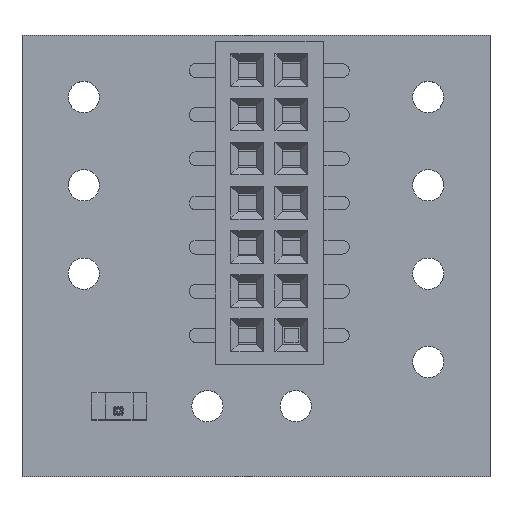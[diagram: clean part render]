
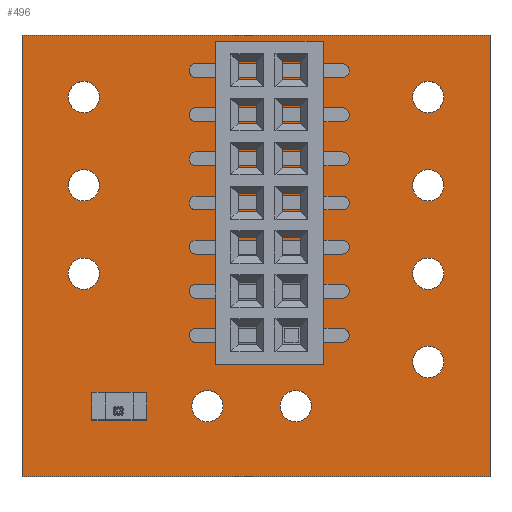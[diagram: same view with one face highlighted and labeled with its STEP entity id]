
A CAD part, top view. The second image highlights one B-rep face of the part: STEP entity #496.
In plain terms, the highlighted planar face has unit normal (0, 0, 1).
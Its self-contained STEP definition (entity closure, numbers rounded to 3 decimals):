
#43 = VERTEX_POINT('',#44);
#44 = CARTESIAN_POINT('',(343.154,183.896,0.));
#50 = EDGE_CURVE('',#43,#51,#53,.T.);
#51 = VERTEX_POINT('',#52);
#52 = CARTESIAN_POINT('',(356.616,183.896,0.));
#53 = LINE('',#54,#55);
#54 = CARTESIAN_POINT('',(343.154,183.896,0.));
#55 = VECTOR('',#56,1.);
#56 = DIRECTION('',(1.,0.,0.));
#81 = EDGE_CURVE('',#51,#82,#84,.T.);
#82 = VERTEX_POINT('',#83);
#83 = CARTESIAN_POINT('',(356.616,196.596,0.));
#84 = LINE('',#85,#86);
#85 = CARTESIAN_POINT('',(356.616,183.896,0.));
#86 = VECTOR('',#87,1.);
#87 = DIRECTION('',(0.,1.,0.));
#112 = EDGE_CURVE('',#82,#113,#115,.T.);
#113 = VERTEX_POINT('',#114);
#114 = CARTESIAN_POINT('',(343.154,196.596,0.));
#115 = LINE('',#116,#117);
#116 = CARTESIAN_POINT('',(356.616,196.596,0.));
#117 = VECTOR('',#118,1.);
#118 = DIRECTION('',(-1.,0.,0.));
#143 = EDGE_CURVE('',#113,#43,#144,.T.);
#144 = LINE('',#145,#146);
#145 = CARTESIAN_POINT('',(343.154,196.596,0.));
#146 = VECTOR('',#147,1.);
#147 = DIRECTION('',(0.,-1.,0.));
#167 = VERTEX_POINT('',#168);
#168 = CARTESIAN_POINT('',(345.382,189.738,0.));
#174 = EDGE_CURVE('',#167,#167,#175,.T.);
#175 = CIRCLE('',#176,0.45);
#176 = AXIS2_PLACEMENT_3D('',#177,#178,#179);
#177 = CARTESIAN_POINT('',(344.932,189.738,0.));
#178 = DIRECTION('',(0.,0.,1.));
#179 = DIRECTION('',(1.,0.,0.));
#200 = VERTEX_POINT('',#201);
#201 = CARTESIAN_POINT('',(348.938,185.928,0.));
#207 = EDGE_CURVE('',#200,#200,#208,.T.);
#208 = CIRCLE('',#209,0.45);
#209 = AXIS2_PLACEMENT_3D('',#210,#211,#212);
#210 = CARTESIAN_POINT('',(348.488,185.928,0.));
#211 = DIRECTION('',(0.,0.,1.));
#212 = DIRECTION('',(1.,0.,0.));
#233 = VERTEX_POINT('',#234);
#234 = CARTESIAN_POINT('',(345.382,194.818,0.));
#240 = EDGE_CURVE('',#233,#233,#241,.T.);
#241 = CIRCLE('',#242,0.45);
#242 = AXIS2_PLACEMENT_3D('',#243,#244,#245);
#243 = CARTESIAN_POINT('',(344.932,194.818,0.));
#244 = DIRECTION('',(0.,0.,1.));
#245 = DIRECTION('',(1.,0.,0.));
#266 = VERTEX_POINT('',#267);
#267 = CARTESIAN_POINT('',(345.382,192.278,0.));
#273 = EDGE_CURVE('',#266,#266,#274,.T.);
#274 = CIRCLE('',#275,0.45);
#275 = AXIS2_PLACEMENT_3D('',#276,#277,#278);
#276 = CARTESIAN_POINT('',(344.932,192.278,0.));
#277 = DIRECTION('',(0.,0.,1.));
#278 = DIRECTION('',(1.,0.,0.));
#299 = VERTEX_POINT('',#300);
#300 = CARTESIAN_POINT('',(351.478,185.928,0.));
#306 = EDGE_CURVE('',#299,#299,#307,.T.);
#307 = CIRCLE('',#308,0.45);
#308 = AXIS2_PLACEMENT_3D('',#309,#310,#311);
#309 = CARTESIAN_POINT('',(351.028,185.928,0.));
#310 = DIRECTION('',(0.,0.,1.));
#311 = DIRECTION('',(1.,0.,0.));
#332 = VERTEX_POINT('',#333);
#333 = CARTESIAN_POINT('',(355.288,187.198,0.));
#339 = EDGE_CURVE('',#332,#332,#340,.T.);
#340 = CIRCLE('',#341,0.45);
#341 = AXIS2_PLACEMENT_3D('',#342,#343,#344);
#342 = CARTESIAN_POINT('',(354.838,187.198,0.));
#343 = DIRECTION('',(0.,0.,1.));
#344 = DIRECTION('',(1.,0.,0.));
#365 = VERTEX_POINT('',#366);
#366 = CARTESIAN_POINT('',(355.288,194.818,0.));
#372 = EDGE_CURVE('',#365,#365,#373,.T.);
#373 = CIRCLE('',#374,0.45);
#374 = AXIS2_PLACEMENT_3D('',#375,#376,#377);
#375 = CARTESIAN_POINT('',(354.838,194.818,0.));
#376 = DIRECTION('',(0.,0.,1.));
#377 = DIRECTION('',(1.,0.,0.));
#398 = VERTEX_POINT('',#399);
#399 = CARTESIAN_POINT('',(355.288,189.738,0.));
#405 = EDGE_CURVE('',#398,#398,#406,.T.);
#406 = CIRCLE('',#407,0.45);
#407 = AXIS2_PLACEMENT_3D('',#408,#409,#410);
#408 = CARTESIAN_POINT('',(354.838,189.738,0.));
#409 = DIRECTION('',(0.,0.,1.));
#410 = DIRECTION('',(1.,0.,0.));
#431 = VERTEX_POINT('',#432);
#432 = CARTESIAN_POINT('',(355.288,192.278,0.));
#438 = EDGE_CURVE('',#431,#431,#439,.T.);
#439 = CIRCLE('',#440,0.45);
#440 = AXIS2_PLACEMENT_3D('',#441,#442,#443);
#441 = CARTESIAN_POINT('',(354.838,192.278,0.));
#442 = DIRECTION('',(0.,0.,1.));
#443 = DIRECTION('',(1.,0.,0.));
#496 = ADVANCED_FACE('',(#497,#503,#506,#509,#512,#515,#518,#521,#524,
    #527),#530,.F.);
#497 = FACE_BOUND('',#498,.T.);
#498 = EDGE_LOOP('',(#499,#500,#501,#502));
#499 = ORIENTED_EDGE('',*,*,#50,.T.);
#500 = ORIENTED_EDGE('',*,*,#81,.T.);
#501 = ORIENTED_EDGE('',*,*,#112,.T.);
#502 = ORIENTED_EDGE('',*,*,#143,.T.);
#503 = FACE_BOUND('',#504,.F.);
#504 = EDGE_LOOP('',(#505));
#505 = ORIENTED_EDGE('',*,*,#174,.T.);
#506 = FACE_BOUND('',#507,.F.);
#507 = EDGE_LOOP('',(#508));
#508 = ORIENTED_EDGE('',*,*,#207,.T.);
#509 = FACE_BOUND('',#510,.F.);
#510 = EDGE_LOOP('',(#511));
#511 = ORIENTED_EDGE('',*,*,#240,.T.);
#512 = FACE_BOUND('',#513,.F.);
#513 = EDGE_LOOP('',(#514));
#514 = ORIENTED_EDGE('',*,*,#273,.T.);
#515 = FACE_BOUND('',#516,.F.);
#516 = EDGE_LOOP('',(#517));
#517 = ORIENTED_EDGE('',*,*,#306,.T.);
#518 = FACE_BOUND('',#519,.F.);
#519 = EDGE_LOOP('',(#520));
#520 = ORIENTED_EDGE('',*,*,#339,.T.);
#521 = FACE_BOUND('',#522,.F.);
#522 = EDGE_LOOP('',(#523));
#523 = ORIENTED_EDGE('',*,*,#372,.T.);
#524 = FACE_BOUND('',#525,.F.);
#525 = EDGE_LOOP('',(#526));
#526 = ORIENTED_EDGE('',*,*,#405,.T.);
#527 = FACE_BOUND('',#528,.F.);
#528 = EDGE_LOOP('',(#529));
#529 = ORIENTED_EDGE('',*,*,#438,.T.);
#530 = PLANE('',#531);
#531 = AXIS2_PLACEMENT_3D('',#532,#533,#534);
#532 = CARTESIAN_POINT('',(343.154,183.896,0.));
#533 = DIRECTION('',(0.,0.,-1.));
#534 = DIRECTION('',(-1.,0.,0.));
